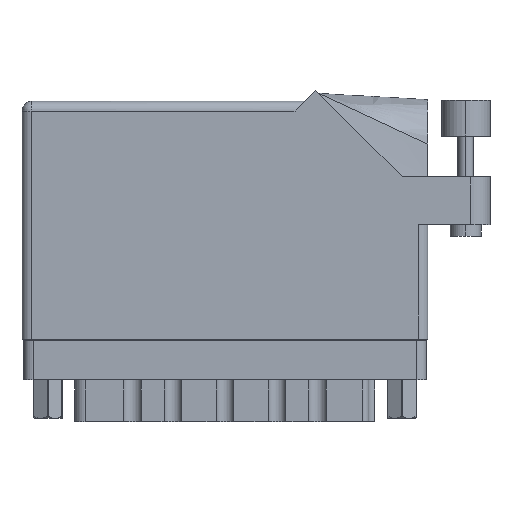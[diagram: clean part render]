
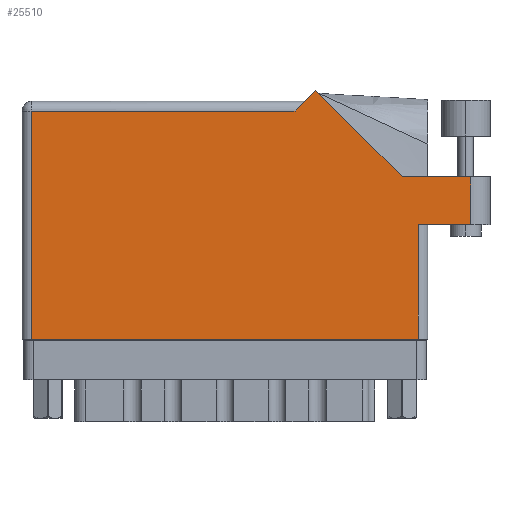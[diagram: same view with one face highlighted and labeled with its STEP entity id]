
A CAD part, front view. The second image highlights one B-rep face of the part: STEP entity #25510.
In plain terms, the highlighted face is planar.
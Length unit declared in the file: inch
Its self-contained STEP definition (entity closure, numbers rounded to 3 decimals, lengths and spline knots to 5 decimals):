
#914 = DIRECTION ( 'NONE',  ( 0., 1., 0. ) ) ;
#7007 = CARTESIAN_POINT ( 'NONE',  ( 1.819, 1.53, 0. ) ) ;
#7309 = VERTEX_POINT ( 'NONE', #58936 ) ;
#7649 = DIRECTION ( 'NONE',  ( -0.707, -0.707, 0. ) ) ;
#8776 = DIRECTION ( 'NONE',  ( 1., 0., 0. ) ) ;
#10876 = EDGE_CURVE ( 'NONE', #18143, #35297, #47798, .T. ) ;
#12157 = CARTESIAN_POINT ( 'NONE',  ( 2.55, 0., 0. ) ) ;
#12315 = CARTESIAN_POINT ( 'NONE',  ( 0.062, 0., 0. ) ) ;
#12384 = DIRECTION ( 'NONE',  ( 0., 1., 0. ) ) ;
#14668 = EDGE_CURVE ( 'NONE', #35297, #44479, #54201, .T. ) ;
#14816 = DIRECTION ( 'NONE',  ( -0.707, 0.707, 0. ) ) ;
#14926 = VERTEX_POINT ( 'NONE', #12157 ) ;
#15449 = VECTOR ( 'NONE', #49648, 39.37008 ) ;
#16851 = LINE ( 'NONE', #21854, #29634 ) ;
#18059 = VERTEX_POINT ( 'NONE', #27053 ) ;
#18143 = VERTEX_POINT ( 'NONE', #61670 ) ;
#19038 = CARTESIAN_POINT ( 'NONE',  ( 2.44642, 1.044, 0. ) ) ;
#19624 = ORIENTED_EDGE ( 'NONE', *, *, #25301, .T. ) ;
#19679 = CARTESIAN_POINT ( 'NONE',  ( 2.55, 0.737, 0. ) ) ;
#20690 = VECTOR ( 'NONE', #44445, 39.37008 ) ;
#21462 = LINE ( 'NONE', #7007, #22985 ) ;
#21720 = ORIENTED_EDGE ( 'NONE', *, *, #50016, .T. ) ;
#21854 = CARTESIAN_POINT ( 'NONE',  ( 2.887, 1.044, 0. ) ) ;
#22621 = CARTESIAN_POINT ( 'NONE',  ( 2.612, 0.737, 0. ) ) ;
#22985 = VECTOR ( 'NONE', #7649, 39.37008 ) ;
#25087 = EDGE_CURVE ( 'NONE', #44479, #34059, #21462, .T. ) ;
#25301 = EDGE_CURVE ( 'NONE', #34059, #18059, #28229, .T. ) ;
#25510 = ADVANCED_FACE ( 'NONE', ( #54521 ), #38211, .F. ) ;
#25741 = CARTESIAN_POINT ( 'NONE',  ( 1.757, 1.468, 0. ) ) ;
#25797 = CARTESIAN_POINT ( 'NONE',  ( 1.88971, 1.60071, 0. ) ) ;
#26267 = EDGE_CURVE ( 'NONE', #54976, #14926, #37904, .T. ) ;
#27019 = EDGE_CURVE ( 'NONE', #14926, #7309, #51297, .T. ) ;
#27053 = CARTESIAN_POINT ( 'NONE',  ( 0.062, 1.468, 0. ) ) ;
#27106 = EDGE_LOOP ( 'NONE', ( #48420, #21720, #55054, #36995, #27830, #19624, #56798, #51978, #43871 ) ) ;
#27830 = ORIENTED_EDGE ( 'NONE', *, *, #25087, .T. ) ;
#28229 = LINE ( 'NONE', #44712, #15449 ) ;
#28588 = CARTESIAN_POINT ( 'NONE',  ( 0., 0., 0. ) ) ;
#29634 = VECTOR ( 'NONE', #12384, 39.37008 ) ;
#33162 = VECTOR ( 'NONE', #14816, 39.37008 ) ;
#34059 = VERTEX_POINT ( 'NONE', #25741 ) ;
#35297 = VERTEX_POINT ( 'NONE', #45344 ) ;
#36995 = ORIENTED_EDGE ( 'NONE', *, *, #14668, .T. ) ;
#37108 = AXIS2_PLACEMENT_3D ( 'NONE', #48476, #57741, #52883 ) ;
#37904 = LINE ( 'NONE', #28588, #47656 ) ;
#38211 = PLANE ( 'NONE',  #37108 ) ;
#38390 = CARTESIAN_POINT ( 'NONE',  ( 3.012, 1.044, 0. ) ) ;
#40687 = LINE ( 'NONE', #52098, #51907 ) ;
#41326 = LINE ( 'NONE', #22621, #42104 ) ;
#42104 = VECTOR ( 'NONE', #55435, 39.37008 ) ;
#42317 = EDGE_CURVE ( 'NONE', #18059, #54976, #40687, .T. ) ;
#42469 = DIRECTION ( 'NONE',  ( 0., -1., 0. ) ) ;
#43871 = ORIENTED_EDGE ( 'NONE', *, *, #27019, .T. ) ;
#44445 = DIRECTION ( 'NONE',  ( -1., 0., 0. ) ) ;
#44479 = VERTEX_POINT ( 'NONE', #25797 ) ;
#44712 = CARTESIAN_POINT ( 'NONE',  ( 0., 1.468, 0. ) ) ;
#45344 = CARTESIAN_POINT ( 'NONE',  ( 2.44642, 1.044, 0. ) ) ;
#47656 = VECTOR ( 'NONE', #8776, 39.37008 ) ;
#47798 = LINE ( 'NONE', #38390, #20690 ) ;
#48420 = ORIENTED_EDGE ( 'NONE', *, *, #60568, .T. ) ;
#48476 = CARTESIAN_POINT ( 'NONE',  ( 0., 1.53, 0. ) ) ;
#49094 = VECTOR ( 'NONE', #914, 39.37008 ) ;
#49648 = DIRECTION ( 'NONE',  ( -1., 0., 0. ) ) ;
#50016 = EDGE_CURVE ( 'NONE', #55276, #18143, #16851, .T. ) ;
#51297 = LINE ( 'NONE', #19679, #49094 ) ;
#51907 = VECTOR ( 'NONE', #42469, 39.37008 ) ;
#51978 = ORIENTED_EDGE ( 'NONE', *, *, #26267, .T. ) ;
#52098 = CARTESIAN_POINT ( 'NONE',  ( 0.062, 0., 0. ) ) ;
#52883 = DIRECTION ( 'NONE',  ( -1., 0., 0. ) ) ;
#54201 = LINE ( 'NONE', #19038, #33162 ) ;
#54521 = FACE_OUTER_BOUND ( 'NONE', #27106, .T. ) ;
#54976 = VERTEX_POINT ( 'NONE', #12315 ) ;
#55054 = ORIENTED_EDGE ( 'NONE', *, *, #10876, .T. ) ;
#55276 = VERTEX_POINT ( 'NONE', #58309 ) ;
#55435 = DIRECTION ( 'NONE',  ( 1., 0., 0. ) ) ;
#56798 = ORIENTED_EDGE ( 'NONE', *, *, #42317, .T. ) ;
#57741 = DIRECTION ( 'NONE',  ( 0., 0., -1. ) ) ;
#58309 = CARTESIAN_POINT ( 'NONE',  ( 2.887, 0.737, 0. ) ) ;
#58936 = CARTESIAN_POINT ( 'NONE',  ( 2.55, 0.737, 0. ) ) ;
#60568 = EDGE_CURVE ( 'NONE', #7309, #55276, #41326, .T. ) ;
#61670 = CARTESIAN_POINT ( 'NONE',  ( 2.887, 1.044, 0. ) ) ;
